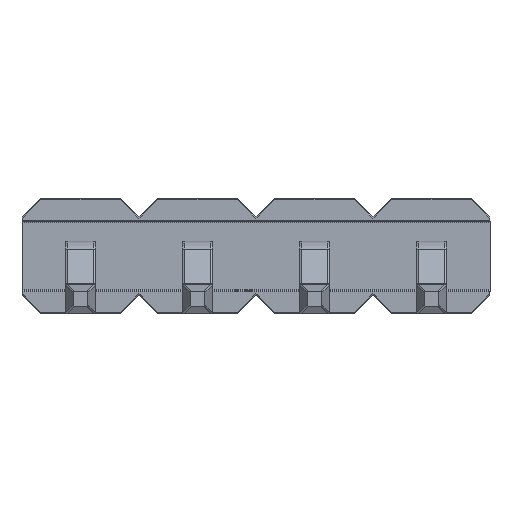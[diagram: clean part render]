
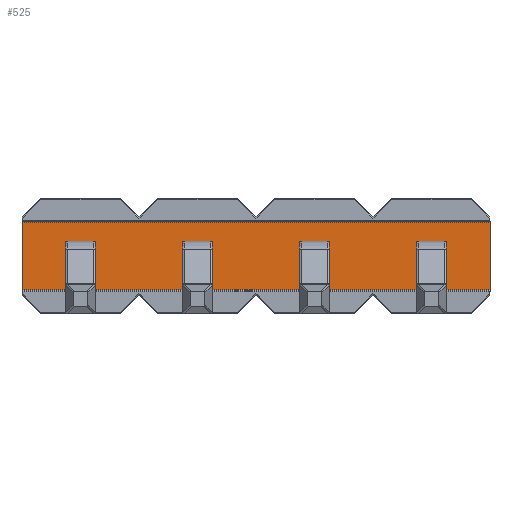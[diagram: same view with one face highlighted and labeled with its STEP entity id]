
A CAD part, front view. The second image highlights one B-rep face of the part: STEP entity #525.
In plain terms, the highlighted planar face has unit normal (0, -1, 0).
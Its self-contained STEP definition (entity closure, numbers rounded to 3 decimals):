
#89 = VERTEX_POINT ( 'NONE', #1554 ) ;
#525 = ADVANCED_FACE ( 'NONE', ( #3470 ), #5669, .F. ) ;
#680 = CARTESIAN_POINT ( 'NONE',  ( 8.89, 2.75, 0.5 ) ) ;
#1326 = CARTESIAN_POINT ( 'NONE',  ( -1.27, 2.75, 0.52 ) ) ;
#1554 = CARTESIAN_POINT ( 'NONE',  ( -1.27, 2.75, 1.98 ) ) ;
#1564 = ORIENTED_EDGE ( 'NONE', *, *, #5639, .F. ) ;
#1645 = CARTESIAN_POINT ( 'NONE',  ( 8.89, 2.75, 0.52 ) ) ;
#1697 = EDGE_LOOP ( 'NONE', ( #4685, #3414, #1564, #2205 ) ) ;
#1865 = VERTEX_POINT ( 'NONE', #3017 ) ;
#2026 = EDGE_CURVE ( 'NONE', #5679, #3038, #4726, .T. ) ;
#2205 = ORIENTED_EDGE ( 'NONE', *, *, #5462, .F. ) ;
#2616 = VECTOR ( 'NONE', #5086, 1000. ) ;
#3017 = CARTESIAN_POINT ( 'NONE',  ( 8.89, 2.75, 1.98 ) ) ;
#3038 = VERTEX_POINT ( 'NONE', #5956 ) ;
#3405 = LINE ( 'NONE', #680, #6655 ) ;
#3414 = ORIENTED_EDGE ( 'NONE', *, *, #2026, .F. ) ;
#3470 = FACE_OUTER_BOUND ( 'NONE', #1697, .T. ) ;
#3647 = LINE ( 'NONE', #6366, #2616 ) ;
#4135 = VECTOR ( 'NONE', #7536, 1000. ) ;
#4521 = DIRECTION ( 'NONE',  ( 0., 0., 1. ) ) ;
#4685 = ORIENTED_EDGE ( 'NONE', *, *, #5137, .F. ) ;
#4726 = LINE ( 'NONE', #1326, #4135 ) ;
#4833 = DIRECTION ( 'NONE',  ( 0., 0., -1. ) ) ;
#5023 = DIRECTION ( 'NONE',  ( 0., 1., 0. ) ) ;
#5086 = DIRECTION ( 'NONE',  ( 0., 0., 1. ) ) ;
#5137 = EDGE_CURVE ( 'NONE', #3038, #89, #3647, .T. ) ;
#5462 = EDGE_CURVE ( 'NONE', #89, #1865, #8821, .T. ) ;
#5639 = EDGE_CURVE ( 'NONE', #1865, #5679, #3405, .T. ) ;
#5669 = PLANE ( 'NONE',  #7312 ) ;
#5679 = VERTEX_POINT ( 'NONE', #1645 ) ;
#5756 = CARTESIAN_POINT ( 'NONE',  ( -1.27, 2.75, 1.98 ) ) ;
#5933 = DIRECTION ( 'NONE',  ( 1., 0., 0. ) ) ;
#5956 = CARTESIAN_POINT ( 'NONE',  ( -1.27, 2.75, 0.52 ) ) ;
#6366 = CARTESIAN_POINT ( 'NONE',  ( -1.27, 2.75, 0.5 ) ) ;
#6655 = VECTOR ( 'NONE', #4833, 1000. ) ;
#7074 = VECTOR ( 'NONE', #5933, 1000. ) ;
#7312 = AXIS2_PLACEMENT_3D ( 'NONE', #8426, #5023, #4521 ) ;
#7536 = DIRECTION ( 'NONE',  ( -1., 0., 0. ) ) ;
#8426 = CARTESIAN_POINT ( 'NONE',  ( -1.27, 2.75, 0.5 ) ) ;
#8821 = LINE ( 'NONE', #5756, #7074 ) ;
